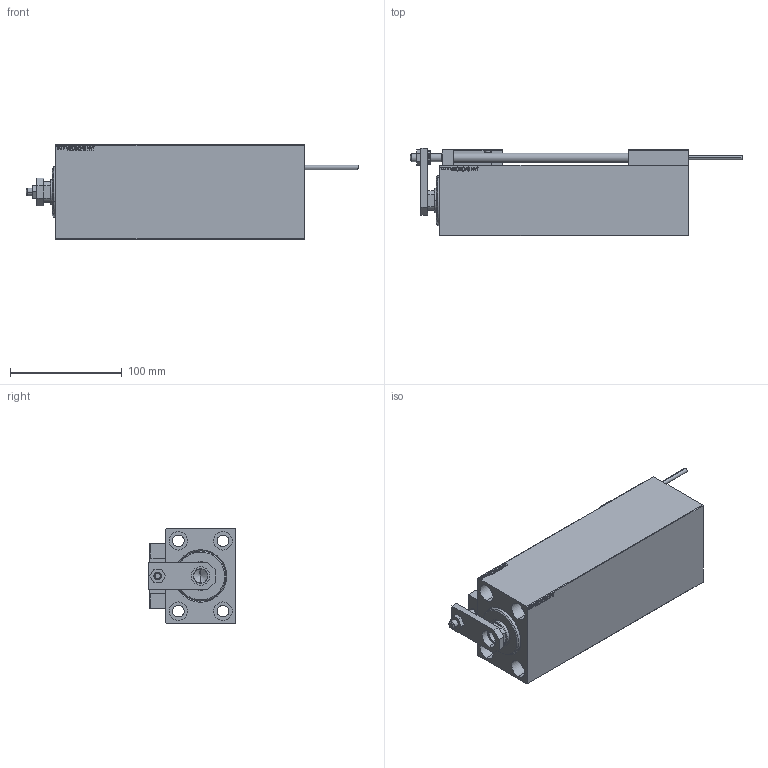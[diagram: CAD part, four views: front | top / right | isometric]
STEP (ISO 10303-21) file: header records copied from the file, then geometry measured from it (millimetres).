
FILE_DESCRIPTION (( 'STEP AP203' ), '1' );
FILE_NAME ('6f77.STEP', '2022-04-17T03:40:23', ( '' ), ( '' ), 'SwSTEP 2.0', 'SolidWorks 2019', '' );
FILE_SCHEMA (( 'CONFIG_CONTROL_DESIGN' ));
Length unit declared in the file: millimetre
Products named in the file (15): ALLEN BOLT D8 d12422ddcbde737fbb60e8ca068f6afd; KONCOVKA d12422ddcbde737fbb60e8ca068f6afd; V450CM_C_Body d12422ddcbde737fbb60e8ca068f6afd; ZARAZKA d12422ddcbde737fbb60e8ca068f6afd; V450CM_VC_B d12422ddcbde737fbb60e8ca068f6afd; SWITCH X d12422ddcbde737fbb60e8ca068f6afd; SWITCH_X_FRONT_BACK d12422ddcbde737fbb60e8ca068f6afd; TYC_L79 d12422ddcbde737fbb60e8ca068f6afd; NUT_D12 d12422ddcbde737fbb60e8ca068f6afd; V450CM_C_VCP d12422ddcbde737fbb60e8ca068f6afd; MAGNET d12422ddcbde737fbb60e8ca068f6afd; Block d12422ddcbde737fbb60e8ca068f6afd; ALLEN BOLT D5 d12422ddcbde737fbb60e8ca068f6afd; SWITCH DIM B,W d12422ddcbde737fbb60e8ca068f6afd; 6f77
Assembly tree (24 placements, depth 3):
  6f77
    V450CM_C_Body d12422ddcbde737fbb60e8ca068f6afd
    SWITCH X d12422ddcbde737fbb60e8ca068f6afd
      SWITCH_X_FRONT_BACK d12422ddcbde737fbb60e8ca068f6afd  x2
      TYC_L79 d12422ddcbde737fbb60e8ca068f6afd
      Block d12422ddcbde737fbb60e8ca068f6afd  x2
      ALLEN BOLT D5 d12422ddcbde737fbb60e8ca068f6afd  x4
      ALLEN BOLT D8 d12422ddcbde737fbb60e8ca068f6afd  x4
      MAGNET d12422ddcbde737fbb60e8ca068f6afd  x2
      KONCOVKA d12422ddcbde737fbb60e8ca068f6afd  x2
    NUT_D12 d12422ddcbde737fbb60e8ca068f6afd
    SWITCH DIM B,W d12422ddcbde737fbb60e8ca068f6afd
    ZARAZKA d12422ddcbde737fbb60e8ca068f6afd
    V450CM_C_VCP d12422ddcbde737fbb60e8ca068f6afd
    V450CM_VC_B d12422ddcbde737fbb60e8ca068f6afd
Bounding box: 297.7 x 78.5 x 85 mm (x, y, z)
Volume: 1150124.6 mm3; surface area: 163369.3 mm2
Topology: 23 solids, 23 shells, 1278 faces, 3056 edges, 1955 vertices
Faces by surface type: plane 560, bspline 380, cylinder 184, cone 106, torus 44, sphere 4
Entity records: 50043 total; most frequent: CARTESIAN_POINT 25886, ORIENTED_EDGE 5132, DIRECTION 3438, EDGE_CURVE 2566, VERTEX_POINT 1679, VECTOR 1480, LINE 1480, EDGE_LOOP 1187
